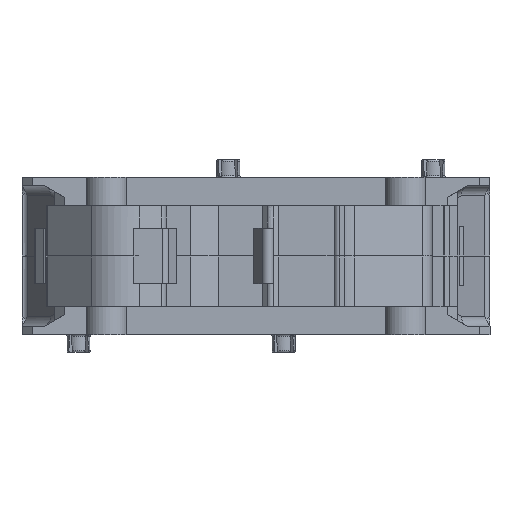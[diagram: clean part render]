
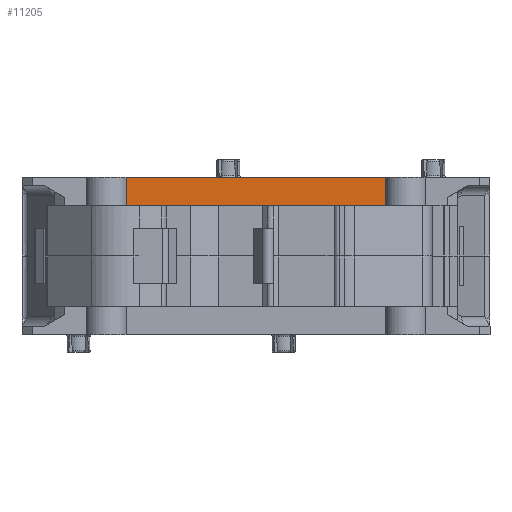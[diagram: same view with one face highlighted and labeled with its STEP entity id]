
A CAD part, front view. The second image highlights one B-rep face of the part: STEP entity #11205.
In plain terms, the highlighted planar face has unit normal (0, -1, 0).
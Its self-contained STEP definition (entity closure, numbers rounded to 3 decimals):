
#10277=PLANE('',#35867);
#11205=ADVANCED_FACE('',(#12581),#10277,.T.);
#12581=FACE_OUTER_BOUND('',#13945,.T.);
#13945=EDGE_LOOP('',(#17739,#17740,#17741,#17742));
#17739=ORIENTED_EDGE('',*,*,#26862,.T.);
#17740=ORIENTED_EDGE('',*,*,#27254,.T.);
#17741=ORIENTED_EDGE('',*,*,#26637,.F.);
#17742=ORIENTED_EDGE('',*,*,#27250,.F.);
#23910=VERTEX_POINT('',#46812);
#23911=VERTEX_POINT('',#46814);
#24088=VERTEX_POINT('',#47283);
#24089=VERTEX_POINT('',#47285);
#26637=EDGE_CURVE('',#23910,#23911,#30288,.T.);
#26862=EDGE_CURVE('',#24089,#24088,#30426,.T.);
#27250=EDGE_CURVE('',#24089,#23910,#30740,.T.);
#27254=EDGE_CURVE('',#24088,#23911,#30744,.T.);
#30288=LINE('',#46813,#32979);
#30426=LINE('',#47284,#33117);
#30740=LINE('',#48013,#33431);
#30744=LINE('',#48019,#33435);
#32979=VECTOR('',#38877,1.);
#33117=VECTOR('',#39197,1.);
#33431=VECTOR('',#39709,1.);
#33435=VECTOR('',#39715,1.);
#35867=AXIS2_PLACEMENT_3D('',#48293,#39968,#39969);
#38877=DIRECTION('',(1.,0.,0.));
#39197=DIRECTION('',(1.,0.,0.));
#39709=DIRECTION('',(0.,0.,1.));
#39715=DIRECTION('',(0.,0.,1.));
#39968=DIRECTION('',(0.,-1.,0.));
#39969=DIRECTION('',(0.,0.,-1.));
#46812=CARTESIAN_POINT('',(-25.827,13.2,31.3));
#46813=CARTESIAN_POINT('',(-25.827,13.2,31.3));
#46814=CARTESIAN_POINT('',(25.827,13.2,31.3));
#47283=CARTESIAN_POINT('',(25.827,13.2,15.65));
#47284=CARTESIAN_POINT('',(0.,13.2,15.65));
#47285=CARTESIAN_POINT('',(-25.827,13.2,15.65));
#48013=CARTESIAN_POINT('',(-25.827,13.2,15.65));
#48019=CARTESIAN_POINT('',(25.827,13.2,15.65));
#48293=CARTESIAN_POINT('',(0.,13.2,24.15));
